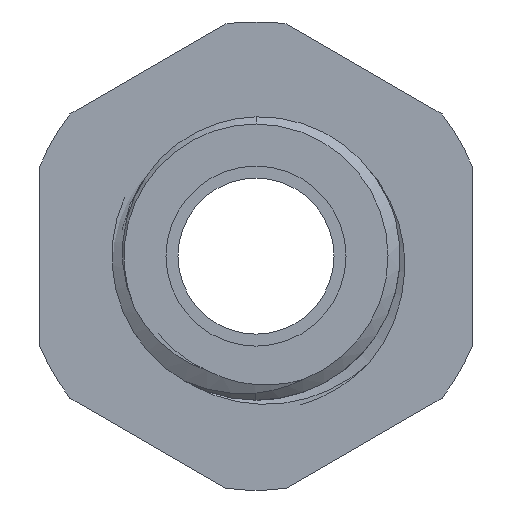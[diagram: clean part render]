
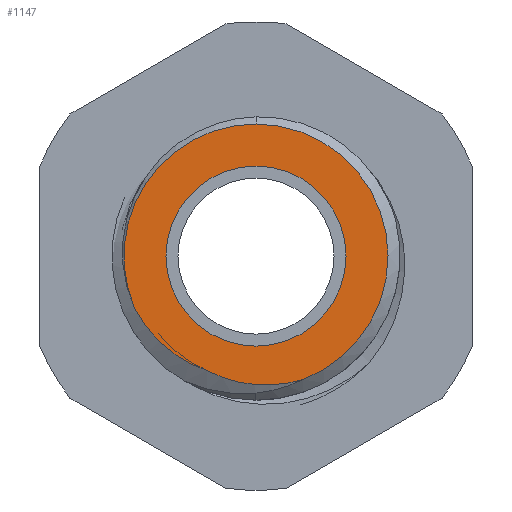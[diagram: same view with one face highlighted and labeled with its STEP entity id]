
A CAD part, front view. The second image highlights one B-rep face of the part: STEP entity #1147.
In plain terms, the highlighted planar face has unit normal (0, -1, 0).
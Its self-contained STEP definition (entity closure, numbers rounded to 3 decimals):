
#260 = CARTESIAN_POINT ( 'NONE',  ( -2.029, -8., -4.771 ) ) ;
#375 = AXIS2_PLACEMENT_3D ( 'NONE', #1803, #8220, #2745 ) ;
#881 = AXIS2_PLACEMENT_3D ( 'NONE', #11477, #2759, #1776 ) ;
#960 = CARTESIAN_POINT ( 'NONE',  ( -4.285, -8., -3.296 ) ) ;
#1147 = ADVANCED_FACE ( 'NONE', ( #9924, #7575 ), #1850, .F. ) ;
#1156 = CARTESIAN_POINT ( 'NONE',  ( -1.409, -8., -5.059 ) ) ;
#1273 = CIRCLE ( 'NONE', #8299, 5.5 ) ;
#1282 = B_SPLINE_CURVE_WITH_KNOTS ( 'NONE', 3,
 ( #4910, #2062, #1156, #7590, #2104, #8506, #3047, #9377, #4010, #10236, #4948, #11111 ),
 .UNSPECIFIED., .F., .F.,
 ( 4, 2, 2, 2, 2, 4 ),
 ( 0., 0.001, 0.002, 0.002, 0.003, 0.004 ),
 .UNSPECIFIED. ) ;
#1396 = CIRCLE ( 'NONE', #10672, 3.75 ) ;
#1516 = DIRECTION ( 'NONE',  ( 0., -1., 0. ) ) ;
#1644 = ORIENTED_EDGE ( 'NONE', *, *, #5576, .F. ) ;
#1750 = CARTESIAN_POINT ( 'NONE',  ( 0., -8., 0. ) ) ;
#1776 = DIRECTION ( 'NONE',  ( 0., 0., 1. ) ) ;
#1803 = CARTESIAN_POINT ( 'NONE',  ( 0., -8., 0. ) ) ;
#1850 = PLANE ( 'NONE',  #881 ) ;
#1892 = VERTEX_POINT ( 'NONE', #9218 ) ;
#1911 = CARTESIAN_POINT ( 'NONE',  ( -3.533, -8., -3.991 ) ) ;
#2028 = ORIENTED_EDGE ( 'NONE', *, *, #6015, .T. ) ;
#2062 = CARTESIAN_POINT ( 'NONE',  ( -1.725, -8., -4.931 ) ) ;
#2104 = CARTESIAN_POINT ( 'NONE',  ( -0.756, -8., -5.242 ) ) ;
#2323 = CARTESIAN_POINT ( 'NONE',  ( 0., -8., 3.75 ) ) ;
#2346 = EDGE_CURVE ( 'NONE', #7947, #5827, #3060, .T. ) ;
#2702 = DIRECTION ( 'NONE',  ( 0., 0., -1. ) ) ;
#2745 = DIRECTION ( 'NONE',  ( 0., 0., -1. ) ) ;
#2759 = DIRECTION ( 'NONE',  ( 0., 1., 0. ) ) ;
#2861 = CARTESIAN_POINT ( 'NONE',  ( -2.666, -8., -4.524 ) ) ;
#3047 = CARTESIAN_POINT ( 'NONE',  ( -0.249, -8., -5.33 ) ) ;
#3060 = B_SPLINE_CURVE_WITH_KNOTS ( 'NONE', 3,
 ( #4728, #5623, #6505, #960, #7416, #1911, #8326, #2861, #9202, #3813 ),
 .UNSPECIFIED., .F., .F.,
 ( 4, 2, 2, 2, 4 ),
 ( 0.002, 0.003, 0.004, 0.005, 0.006 ),
 .UNSPECIFIED. ) ;
#3166 = CIRCLE ( 'NONE', #8510, 5.5 ) ;
#3727 = EDGE_CURVE ( 'NONE', #6150, #7947, #1273, .T. ) ;
#3813 = CARTESIAN_POINT ( 'NONE',  ( -2.029, -8., -4.771 ) ) ;
#3872 = EDGE_LOOP ( 'NONE', ( #2028, #10479, #10192, #6116 ) ) ;
#4010 = CARTESIAN_POINT ( 'NONE',  ( 0.6, -8., -5.373 ) ) ;
#4385 = EDGE_CURVE ( 'NONE', #8891, #9970, #7043, .T. ) ;
#4562 = DIRECTION ( 'NONE',  ( 0., -1., 0. ) ) ;
#4728 = CARTESIAN_POINT ( 'NONE',  ( -5.053, -8., -2.172 ) ) ;
#4910 = CARTESIAN_POINT ( 'NONE',  ( -2.029, -8., -4.771 ) ) ;
#4948 = CARTESIAN_POINT ( 'NONE',  ( 1.618, -8., -5.24 ) ) ;
#5576 = EDGE_CURVE ( 'NONE', #9970, #8891, #1396, .T. ) ;
#5623 = CARTESIAN_POINT ( 'NONE',  ( -4.895, -8., -2.474 ) ) ;
#5827 = VERTEX_POINT ( 'NONE', #260 ) ;
#6015 = EDGE_CURVE ( 'NONE', #1892, #6150, #3166, .T. ) ;
#6116 = ORIENTED_EDGE ( 'NONE', *, *, #8257, .T. ) ;
#6150 = VERTEX_POINT ( 'NONE', #9784 ) ;
#6505 = CARTESIAN_POINT ( 'NONE',  ( -4.706, -8., -2.764 ) ) ;
#7038 = CARTESIAN_POINT ( 'NONE',  ( 0., -8., 0. ) ) ;
#7043 = CIRCLE ( 'NONE', #375, 3.75 ) ;
#7130 = EDGE_LOOP ( 'NONE', ( #7312, #1644 ) ) ;
#7312 = ORIENTED_EDGE ( 'NONE', *, *, #4385, .F. ) ;
#7416 = CARTESIAN_POINT ( 'NONE',  ( -4.051, -8., -3.542 ) ) ;
#7575 = FACE_OUTER_BOUND ( 'NONE', #3872, .T. ) ;
#7590 = CARTESIAN_POINT ( 'NONE',  ( -0.921, -8., -5.202 ) ) ;
#7939 = DIRECTION ( 'NONE',  ( 0., 0., 1. ) ) ;
#7947 = VERTEX_POINT ( 'NONE', #9761 ) ;
#8173 = DIRECTION ( 'NONE',  ( 0., -1., 0. ) ) ;
#8220 = DIRECTION ( 'NONE',  ( 0., -1., 0. ) ) ;
#8257 = EDGE_CURVE ( 'NONE', #5827, #1892, #1282, .T. ) ;
#8299 = AXIS2_PLACEMENT_3D ( 'NONE', #9883, #4562, #10741 ) ;
#8326 = CARTESIAN_POINT ( 'NONE',  ( -3.253, -8., -4.189 ) ) ;
#8506 = CARTESIAN_POINT ( 'NONE',  ( -0.42, -8., -5.306 ) ) ;
#8510 = AXIS2_PLACEMENT_3D ( 'NONE', #7038, #1516, #7939 ) ;
#8891 = VERTEX_POINT ( 'NONE', #11514 ) ;
#9202 = CARTESIAN_POINT ( 'NONE',  ( -2.356, -8., -4.663 ) ) ;
#9218 = CARTESIAN_POINT ( 'NONE',  ( 1.944, -8., -5.145 ) ) ;
#9377 = CARTESIAN_POINT ( 'NONE',  ( 0.261, -8., -5.375 ) ) ;
#9761 = CARTESIAN_POINT ( 'NONE',  ( -5.053, -8., -2.172 ) ) ;
#9784 = CARTESIAN_POINT ( 'NONE',  ( 0., -8., 5.5 ) ) ;
#9883 = CARTESIAN_POINT ( 'NONE',  ( 0., -8., 0. ) ) ;
#9924 = FACE_BOUND ( 'NONE', #7130, .T. ) ;
#9970 = VERTEX_POINT ( 'NONE', #2323 ) ;
#10192 = ORIENTED_EDGE ( 'NONE', *, *, #2346, .T. ) ;
#10236 = CARTESIAN_POINT ( 'NONE',  ( 1.278, -8., -5.306 ) ) ;
#10479 = ORIENTED_EDGE ( 'NONE', *, *, #3727, .T. ) ;
#10672 = AXIS2_PLACEMENT_3D ( 'NONE', #1750, #8173, #2702 ) ;
#10741 = DIRECTION ( 'NONE',  ( 0., 0., 1. ) ) ;
#11111 = CARTESIAN_POINT ( 'NONE',  ( 1.944, -8., -5.145 ) ) ;
#11477 = CARTESIAN_POINT ( 'NONE',  ( 0., -8., 0. ) ) ;
#11514 = CARTESIAN_POINT ( 'NONE',  ( 0., -8., -3.75 ) ) ;
